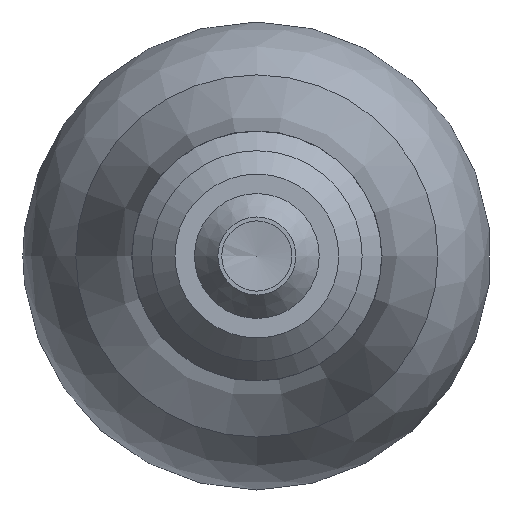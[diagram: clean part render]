
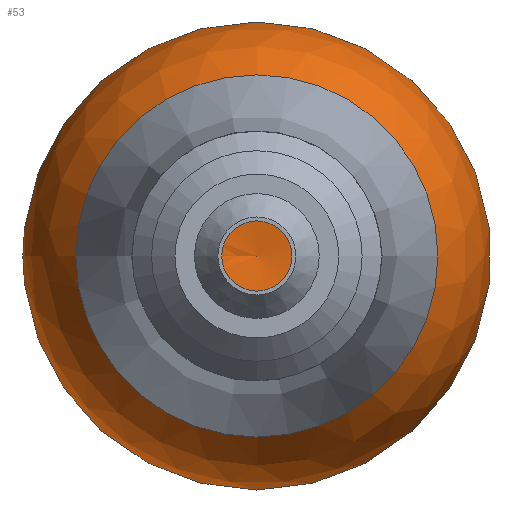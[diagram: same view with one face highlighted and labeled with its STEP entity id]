
A CAD part, front view. The second image highlights one B-rep face of the part: STEP entity #53.
In plain terms, the highlighted spherical face has radius 30 mm.
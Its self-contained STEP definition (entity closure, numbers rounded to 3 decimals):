
#53=ADVANCED_FACE('',(#134),#136,.T.);
#134=FACE_OUTER_BOUND('',#135,.T.);
#135=EDGE_LOOP('',(#211));
#136=SPHERICAL_SURFACE('',#137,30.);
#137=AXIS2_PLACEMENT_3D('',#138,#139,#140);
#138=CARTESIAN_POINT('',(0.,24.521,0.));
#139=DIRECTION('',(0.,1.,-0.));
#140=DIRECTION('',(-1.,0.,0.));
#211=ORIENTED_EDGE('',*,*,#237,.T.);
#237=EDGE_CURVE('',#245,#245,#246,.T.);
#245=VERTEX_POINT('',#261);
#246=CIRCLE('',#262,23.216);
#261=CARTESIAN_POINT('',(-23.216,5.521,0.));
#262=AXIS2_PLACEMENT_3D('',#263,#264,#265);
#263=CARTESIAN_POINT('',(0.,5.521,0.));
#264=DIRECTION('',(0.,1.,-0.));
#265=DIRECTION('',(-1.,0.,0.));
